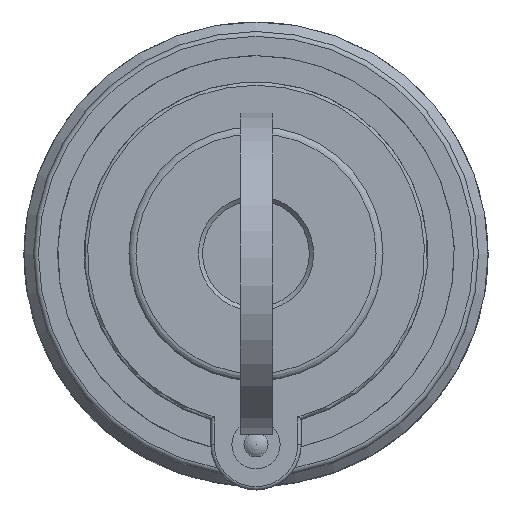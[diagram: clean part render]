
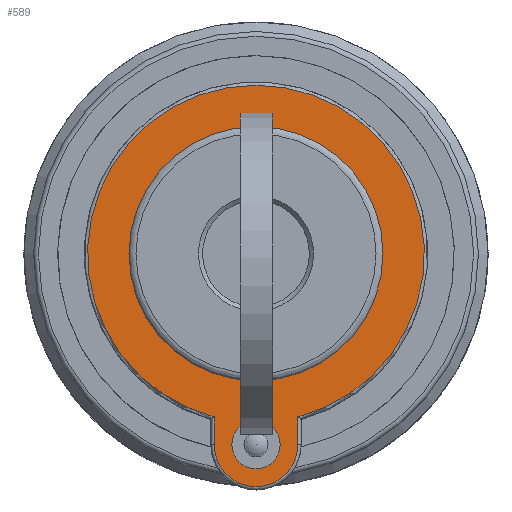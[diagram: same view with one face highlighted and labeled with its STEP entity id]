
A CAD part, top view. The second image highlights one B-rep face of the part: STEP entity #589.
In plain terms, the highlighted planar face has unit normal (0, 0, 1).
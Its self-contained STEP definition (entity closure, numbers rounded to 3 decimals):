
#589 = ADVANCED_FACE( '', ( #1320, #1321, #1322 ), #1323, .F. );
#1320 = FACE_BOUND( '', #2206, .T. );
#1321 = FACE_OUTER_BOUND( '', #2207, .T. );
#1322 = FACE_BOUND( '', #2208, .T. );
#1323 = PLANE( '', #2209 );
#2206 = EDGE_LOOP( '', ( #4280 ) );
#2207 = EDGE_LOOP( '', ( #4281, #4282, #4283, #4284 ) );
#2208 = EDGE_LOOP( '', ( #4285 ) );
#2209 = AXIS2_PLACEMENT_3D( '', #4286, #4287, #4288 );
#4280 = ORIENTED_EDGE( '', *, *, #6224, .F. );
#4281 = ORIENTED_EDGE( '', *, *, #5677, .T. );
#4282 = ORIENTED_EDGE( '', *, *, #6225, .T. );
#4283 = ORIENTED_EDGE( '', *, *, #6226, .T. );
#4284 = ORIENTED_EDGE( '', *, *, #6227, .T. );
#4285 = ORIENTED_EDGE( '', *, *, #5596, .F. );
#4286 = CARTESIAN_POINT( '', ( 0., 0., 18.95 ) );
#4287 = DIRECTION( '', ( 0., 0., -1. ) );
#4288 = DIRECTION( '', ( 0., 1., 0. ) );
#5596 = EDGE_CURVE( '', #6676, #6676, #6677, .F. );
#5677 = EDGE_CURVE( '', #6812, #6817, #6819, .T. );
#6224 = EDGE_CURVE( '', #7673, #7673, #7674, .F. );
#6225 = EDGE_CURVE( '', #6817, #7675, #7676, .T. );
#6226 = EDGE_CURVE( '', #7675, #7677, #7678, .T. );
#6227 = EDGE_CURVE( '', #7677, #6812, #7679, .T. );
#6676 = VERTEX_POINT( '', #8232 );
#6677 = CIRCLE( '', #8233, 1.5 );
#6812 = VERTEX_POINT( '', #8446 );
#6817 = VERTEX_POINT( '', #8457 );
#6819 = LINE( '', #8459, #8460 );
#7673 = VERTEX_POINT( '', #9861 );
#7674 = CIRCLE( '', #9862, 7.883 );
#7675 = VERTEX_POINT( '', #9863 );
#7676 = CIRCLE( '', #9864, 2.6 );
#7677 = VERTEX_POINT( '', #9865 );
#7678 = LINE( '', #9866, #9867 );
#7679 = CIRCLE( '', #9868, 10.45 );
#8232 = CARTESIAN_POINT( '', ( 1.5, -11.85, 18.95 ) );
#8233 = AXIS2_PLACEMENT_3D( '', #10537, #10538, #10539 );
#8446 = CARTESIAN_POINT( '', ( -2.6, -10.121, 18.95 ) );
#8457 = CARTESIAN_POINT( '', ( -2.6, -11.85, 18.95 ) );
#8459 = CARTESIAN_POINT( '', ( -2.6, 0., 18.95 ) );
#8460 = VECTOR( '', #10621, 1000. );
#9861 = CARTESIAN_POINT( '', ( 0., 7.883, 18.95 ) );
#9862 = AXIS2_PLACEMENT_3D( '', #11242, #11243, #11244 );
#9863 = CARTESIAN_POINT( '', ( 2.6, -11.85, 18.95 ) );
#9864 = AXIS2_PLACEMENT_3D( '', #11245, #11246, #11247 );
#9865 = CARTESIAN_POINT( '', ( 2.6, -10.121, 18.95 ) );
#9866 = CARTESIAN_POINT( '', ( 2.6, 0., 18.95 ) );
#9867 = VECTOR( '', #11248, 1000. );
#9868 = AXIS2_PLACEMENT_3D( '', #11249, #11250, #11251 );
#10537 = CARTESIAN_POINT( '', ( 0., -11.85, 18.95 ) );
#10538 = DIRECTION( '', ( 0., 0., -1. ) );
#10539 = DIRECTION( '', ( 1., 0., 0. ) );
#10621 = DIRECTION( '', ( 0., -1., 0. ) );
#11242 = CARTESIAN_POINT( '', ( 0., 0., 18.95 ) );
#11243 = DIRECTION( '', ( 0., 0., -1. ) );
#11244 = DIRECTION( '', ( 0., 1., 0. ) );
#11245 = CARTESIAN_POINT( '', ( 0., -11.85, 18.95 ) );
#11246 = DIRECTION( '', ( 0., 0., 1. ) );
#11247 = DIRECTION( '', ( 1., 0., 0. ) );
#11248 = DIRECTION( '', ( 0., 1., 0. ) );
#11249 = CARTESIAN_POINT( '', ( 0., 0., 18.95 ) );
#11250 = DIRECTION( '', ( 0., 0., 1. ) );
#11251 = DIRECTION( '', ( 1., 0., 0. ) );
